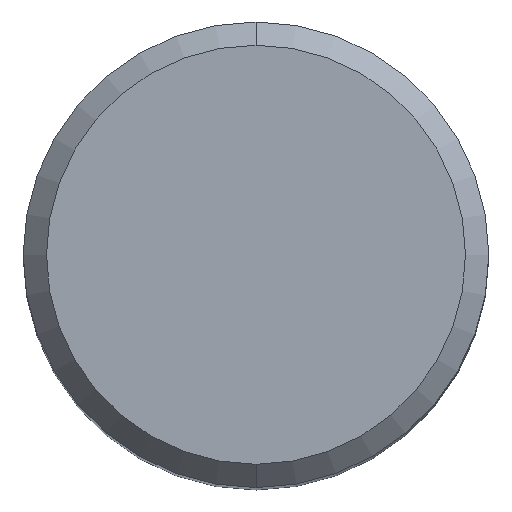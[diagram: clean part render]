
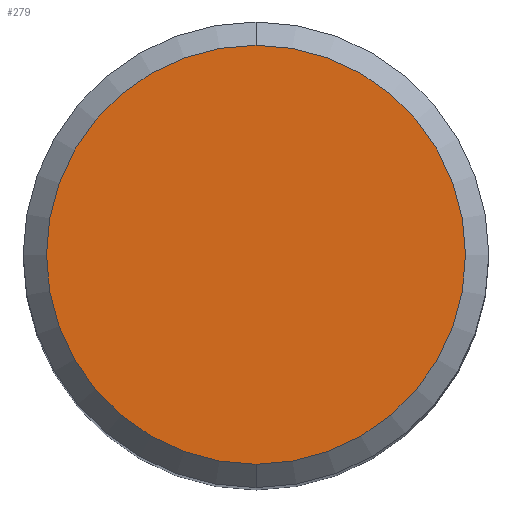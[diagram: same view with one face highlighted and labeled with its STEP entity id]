
A CAD part, top view. The second image highlights one B-rep face of the part: STEP entity #279.
In plain terms, the highlighted planar face has unit normal (0, 0, 1).
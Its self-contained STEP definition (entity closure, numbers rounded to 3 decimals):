
#279=ADVANCED_FACE('',(#675),#676,.T.);
#323=EDGE_CURVE('',#363,#519,#725,.T.);
#363=VERTEX_POINT('',#772);
#467=EDGE_CURVE('',#519,#363,#887,.T.);
#519=VERTEX_POINT('',#942);
#675=FACE_OUTER_BOUND('',#1143,.T.);
#676=PLANE('',#1144);
#725=CIRCLE('',#1224,4.5);
#772=CARTESIAN_POINT('',(0.,-4.5,0.0));
#887=CIRCLE('',#1509,4.5);
#942=CARTESIAN_POINT('',(0.0,4.5,0.0));
#1143=EDGE_LOOP('',(#1921,#1922));
#1144=AXIS2_PLACEMENT_3D('',#1923,#1924,#1925);
#1224=AXIS2_PLACEMENT_3D('',#1977,#1978,#1979);
#1509=AXIS2_PLACEMENT_3D('',#2165,#2166,#2167);
#1921=ORIENTED_EDGE('',*,*,#467,.F.);
#1922=ORIENTED_EDGE('',*,*,#323,.F.);
#1923=CARTESIAN_POINT('',(0.0,2.25,0.0));
#1924=DIRECTION('',(-0.0,0.0,1.0));
#1925=DIRECTION('',(0.0,-1.0,0.0));
#1977=CARTESIAN_POINT('',(0.0,0.0,0.0));
#1978=DIRECTION('',(0.0,0.0,-1.0));
#1979=DIRECTION('',(0.0,1.0,0.0));
#2165=CARTESIAN_POINT('',(0.0,0.0,0.0));
#2166=DIRECTION('',(0.0,0.0,-1.0));
#2167=DIRECTION('',(0.0,1.0,0.0));
